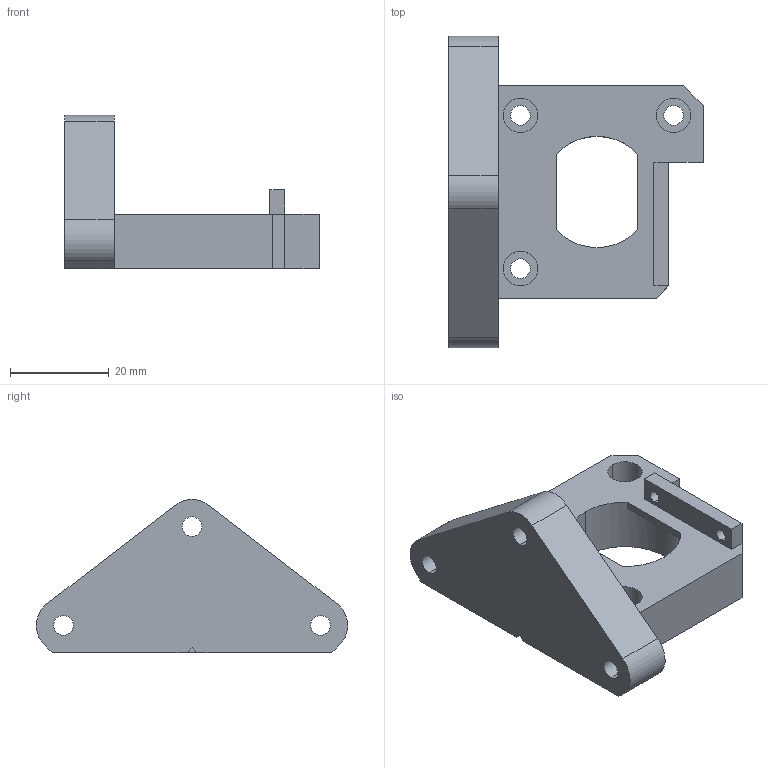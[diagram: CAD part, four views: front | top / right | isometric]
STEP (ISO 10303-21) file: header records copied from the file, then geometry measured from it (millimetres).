
FILE_DESCRIPTION((' '),'2;1');
FILE_NAME(' 03 YMotor.stp','2016-10-08T09:22:58+00:00',('none'),('none'),' ',' AP214','none');
FILE_SCHEMA(('AUTOMOTIVE_DESIGN { 1 0 10303 214 1 1 1 1 }'));
Length unit declared in the file: millimetre
Products named in the file (1): Part3
Bounding box: 51.5 x 62.98 x 31 mm (x, y, z)
Volume: 24530.5 mm3; surface area: 9474.1 mm2
Topology: 1 solids, 1 shells, 82 faces, 217 edges, 144 vertices
Faces by surface type: plane 55, cylinder 27
Entity records: 2438 total; most frequent: ORIENTED_EDGE 434, CARTESIAN_POINT 423, DIRECTION 339, EDGE_CURVE 217, VECTOR 159, LINE 159, VERTEX_POINT 144, AXIS2_PLACEMENT_3D 120
